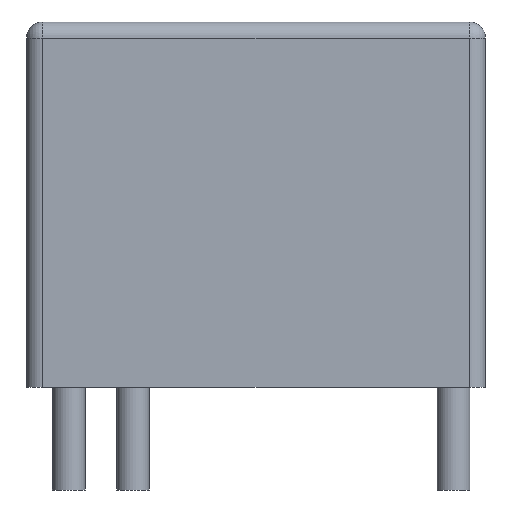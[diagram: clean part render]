
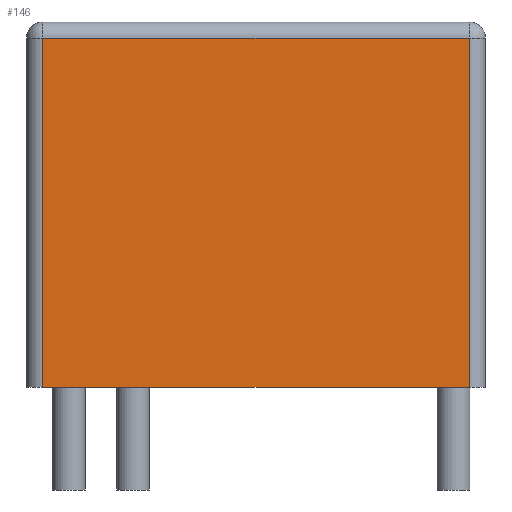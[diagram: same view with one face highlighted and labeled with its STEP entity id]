
A CAD part, left-side view. The second image highlights one B-rep face of the part: STEP entity #146.
In plain terms, the highlighted planar face has unit normal (-1, 0, 0).
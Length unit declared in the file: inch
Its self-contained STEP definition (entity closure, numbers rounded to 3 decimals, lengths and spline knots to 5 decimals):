
#146=ADVANCED_FACE('',(#182),#172,.T.);
#172=PLANE('',#438);
#182=FACE_OUTER_BOUND('',#203,.T.);
#203=EDGE_LOOP('',(#243,#244,#245,#246));
#243=ORIENTED_EDGE('',*,*,#359,.T.);
#244=ORIENTED_EDGE('',*,*,#360,.T.);
#245=ORIENTED_EDGE('',*,*,#361,.T.);
#246=ORIENTED_EDGE('',*,*,#362,.T.);
#331=VERTEX_POINT('',#628);
#332=VERTEX_POINT('',#629);
#333=VERTEX_POINT('',#631);
#334=VERTEX_POINT('',#633);
#359=EDGE_CURVE('',#331,#332,#403,.T.);
#360=EDGE_CURVE('',#332,#333,#404,.T.);
#361=EDGE_CURVE('',#333,#334,#405,.T.);
#362=EDGE_CURVE('',#334,#331,#406,.T.);
#403=LINE('',#627,#423);
#404=LINE('',#630,#424);
#405=LINE('',#632,#425);
#406=LINE('',#634,#426);
#423=VECTOR('',#500,1.);
#424=VECTOR('',#501,1.);
#425=VECTOR('',#502,1.);
#426=VECTOR('',#503,1.);
#438=AXIS2_PLACEMENT_3D('',#635,#504,#505);
#500=DIRECTION('',(0.,1.,0.));
#501=DIRECTION('',(0.,0.,-1.));
#502=DIRECTION('',(0.,-1.,0.));
#503=DIRECTION('',(0.,0.,1.));
#504=DIRECTION('',(-1.,0.,0.));
#505=DIRECTION('',(0.,0.,1.));
#627=CARTESIAN_POINT('',(0.,0.358,0.545));
#628=CARTESIAN_POINT('',(0.,0.025,0.545));
#629=CARTESIAN_POINT('',(0.,0.691,0.545));
#630=CARTESIAN_POINT('',(0.,0.691,0.));
#631=CARTESIAN_POINT('',(0.,0.691,0.));
#632=CARTESIAN_POINT('',(0.,0.358,0.));
#633=CARTESIAN_POINT('',(0.,0.025,0.));
#634=CARTESIAN_POINT('',(0.,0.025,0.));
#635=CARTESIAN_POINT('',(0.,0.358,0.));
